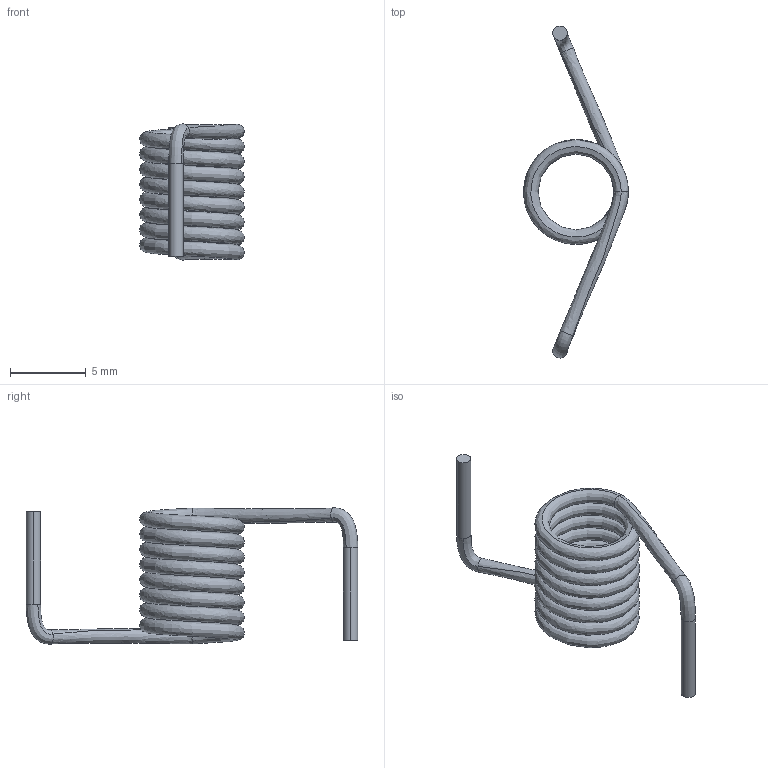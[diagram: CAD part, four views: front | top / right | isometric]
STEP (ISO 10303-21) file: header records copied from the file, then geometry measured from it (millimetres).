
FILE_DESCRIPTION (( 'STEP AP214' ), '1' );
FILE_NAME ('1168-B2P-B.STEP', '2015-10-06T09:07:46', ( '' ), ( '' ), 'SwSTEP 2.0', 'SolidWorks 2015', '' );
FILE_SCHEMA (( 'AUTOMOTIVE_DESIGN' ));
Length unit declared in the file: millimetre
Products named in the file (1): 1168-B2P-B
Bounding box: 6.91 x 21.88 x 8.98 mm (x, y, z)
Volume: 132.8 mm3; surface area: 559.3 mm2
Topology: 1 solids, 1 shells, 16 faces, 46 edges, 28 vertices
Faces by surface type: bspline 10, cylinder 4, plane 2
Entity records: 3354 total; most frequent: CARTESIAN_POINT 2965, ORIENTED_EDGE 92, DIRECTION 58, EDGE_CURVE 46, VERTEX_POINT 28, AXIS2_PLACEMENT_3D 27, CIRCLE 20, B_SPLINE_CURVE_WITH_KNOTS 18
